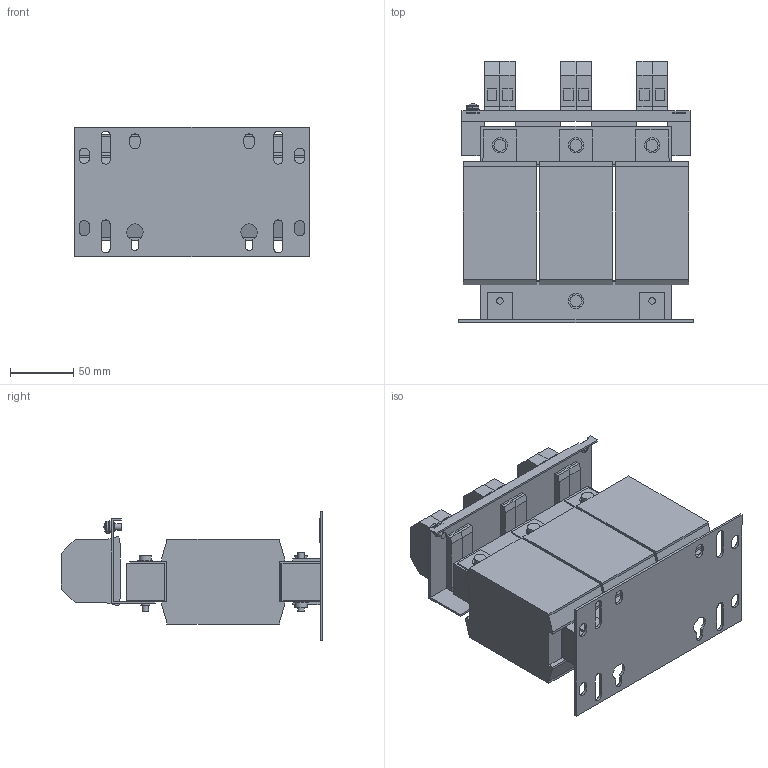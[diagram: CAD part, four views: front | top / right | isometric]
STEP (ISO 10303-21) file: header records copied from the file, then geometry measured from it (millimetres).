
FILE_DESCRIPTION (( 'STEP AP214' ), '1' );
FILE_NAME ('1184421.STEP', '2026-04-22T12:29:51', ( '' ), ( '' ), 'SwSTEP 2.0', 'SolidWorks 2022', '' );
FILE_SCHEMA (( 'AUTOMOTIVE_DESIGN' ));
Length unit declared in the file: millimetre
Products named in the file (1): 1184421
Bounding box: 185 x 206 x 102 mm (x, y, z)
Volume: 1575526.4 mm3; surface area: 211982.4 mm2
Topology: 1 solids, 2 shells, 876 faces, 2345 edges, 1512 vertices
Faces by surface type: plane 712, cylinder 160, sphere 2, torus 2
Entity records: 27061 total; most frequent: CARTESIAN_POINT 4734, ORIENTED_EDGE 4690, DIRECTION 4443, EDGE_CURVE 2345, LINE 2001, VECTOR 2001, VERTEX_POINT 1512, AXIS2_PLACEMENT_3D 1221
